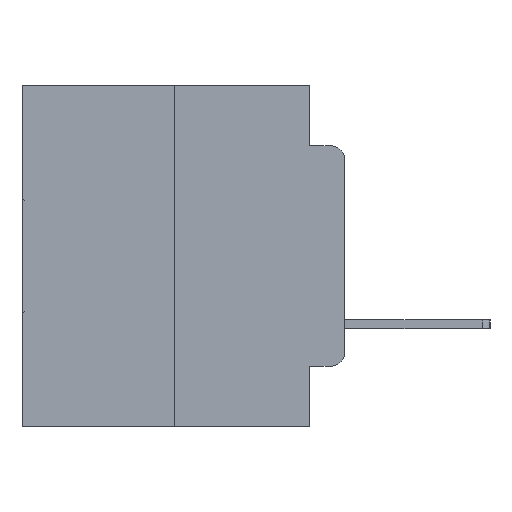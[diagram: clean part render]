
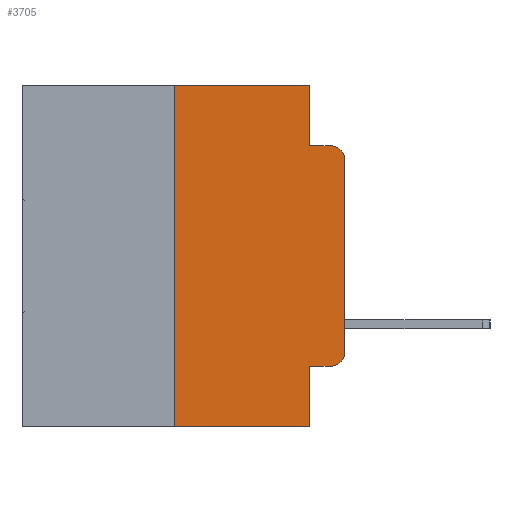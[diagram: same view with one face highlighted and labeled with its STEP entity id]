
A CAD part, left-side view. The second image highlights one B-rep face of the part: STEP entity #3705.
In plain terms, the highlighted planar face has unit normal (-1, 0, 0).
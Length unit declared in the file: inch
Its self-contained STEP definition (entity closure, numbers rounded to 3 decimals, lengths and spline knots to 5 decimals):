
#272 = VERTEX_POINT ( 'NONE', #8129 ) ;
#334 = CARTESIAN_POINT ( 'NONE',  ( 0., 0.473, 0. ) ) ;
#832 = VERTEX_POINT ( 'NONE', #19674 ) ;
#993 = CARTESIAN_POINT ( 'NONE',  ( 0., 0.051, 0. ) ) ;
#1466 = DIRECTION ( 'NONE',  ( 0., -1., 0. ) ) ;
#2632 = CARTESIAN_POINT ( 'NONE',  ( 0., 0.25, 0. ) ) ;
#3056 = DIRECTION ( 'NONE',  ( -1., 0., 0. ) ) ;
#3530 = DIRECTION ( 'NONE',  ( 0., 0., -1. ) ) ;
#3532 = AXIS2_PLACEMENT_3D ( 'NONE', #334, #3675, #3530 ) ;
#3675 = DIRECTION ( 'NONE',  ( 1., 0., 0. ) ) ;
#3705 = ADVANCED_FACE ( 'NONE', ( #26406 ), #23509, .F. ) ;
#4088 = VERTEX_POINT ( 'NONE', #10228 ) ;
#4180 = DIRECTION ( 'NONE',  ( 0., 0., -1. ) ) ;
#5116 = VERTEX_POINT ( 'NONE', #993 ) ;
#5288 = VERTEX_POINT ( 'NONE', #26876 ) ;
#5812 = CARTESIAN_POINT ( 'NONE',  ( 0., 0.473, -0.5 ) ) ;
#5971 = EDGE_CURVE ( 'NONE', #272, #832, #9374, .T. ) ;
#6454 = AXIS2_PLACEMENT_3D ( 'NONE', #16227, #3056, #18378 ) ;
#6779 = ORIENTED_EDGE ( 'NONE', *, *, #7094, .T. ) ;
#7087 = VERTEX_POINT ( 'NONE', #14028 ) ;
#7094 = EDGE_CURVE ( 'NONE', #7111, #10837, #27797, .T. ) ;
#7111 = VERTEX_POINT ( 'NONE', #20483 ) ;
#7196 = DIRECTION ( 'NONE',  ( 0., 0., 1. ) ) ;
#7344 = VECTOR ( 'NONE', #27216, 39.37008 ) ;
#7491 = LINE ( 'NONE', #10723, #8920 ) ;
#8129 = CARTESIAN_POINT ( 'NONE',  ( 0., 0.25, -0.5 ) ) ;
#8588 = EDGE_CURVE ( 'NONE', #27802, #7111, #16880, .T. ) ;
#8920 = VECTOR ( 'NONE', #4180, 39.37008 ) ;
#9240 = ORIENTED_EDGE ( 'NONE', *, *, #5971, .T. ) ;
#9257 = CARTESIAN_POINT ( 'NONE',  ( 0., 0.051, -0.4115 ) ) ;
#9374 = LINE ( 'NONE', #5812, #26918 ) ;
#9581 = CARTESIAN_POINT ( 'NONE',  ( 0., 0.051, -0.4115 ) ) ;
#10070 = EDGE_CURVE ( 'NONE', #27802, #832, #23752, .T. ) ;
#10084 = LINE ( 'NONE', #23251, #15793 ) ;
#10162 = AXIS2_PLACEMENT_3D ( 'NONE', #23728, #11038, #25843 ) ;
#10228 = CARTESIAN_POINT ( 'NONE',  ( 0., 0.02, -0.0885 ) ) ;
#10723 = CARTESIAN_POINT ( 'NONE',  ( 0., 0.051, 0. ) ) ;
#10837 = VERTEX_POINT ( 'NONE', #19229 ) ;
#11038 = DIRECTION ( 'NONE',  ( -1., 0., 0. ) ) ;
#11283 = ORIENTED_EDGE ( 'NONE', *, *, #8588, .T. ) ;
#11515 = EDGE_CURVE ( 'NONE', #272, #5288, #26588, .T. ) ;
#11892 = VERTEX_POINT ( 'NONE', #17125 ) ;
#12490 = CARTESIAN_POINT ( 'NONE',  ( 0., 0.051, 0. ) ) ;
#13143 = EDGE_LOOP ( 'NONE', ( #14887, #23801, #16206, #27746, #24209, #25512, #9240, #26789, #11283, #6779 ) ) ;
#13608 = DIRECTION ( 'NONE',  ( 0., -1., 0. ) ) ;
#14028 = CARTESIAN_POINT ( 'NONE',  ( 0., 0., -0.1085 ) ) ;
#14100 = LINE ( 'NONE', #21383, #19714 ) ;
#14626 = VECTOR ( 'NONE', #1466, 39.37008 ) ;
#14887 = ORIENTED_EDGE ( 'NONE', *, *, #20086, .T. ) ;
#15020 = DIRECTION ( 'NONE',  ( 0., 0., 1. ) ) ;
#15793 = VECTOR ( 'NONE', #27425, 39.37008 ) ;
#15824 = EDGE_CURVE ( 'NONE', #5116, #11892, #7491, .T. ) ;
#16206 = ORIENTED_EDGE ( 'NONE', *, *, #17264, .F. ) ;
#16227 = CARTESIAN_POINT ( 'NONE',  ( 0., 0.02, -0.3915 ) ) ;
#16880 = LINE ( 'NONE', #9257, #22468 ) ;
#16905 = CARTESIAN_POINT ( 'NONE',  ( 0., 0.051, -0.0885 ) ) ;
#17125 = CARTESIAN_POINT ( 'NONE',  ( 0., 0.051, -0.0885 ) ) ;
#17264 = EDGE_CURVE ( 'NONE', #11892, #4088, #21557, .T. ) ;
#18378 = DIRECTION ( 'NONE',  ( 0., 0., -1. ) ) ;
#18670 = EDGE_CURVE ( 'NONE', #7087, #4088, #23368, .T. ) ;
#19229 = CARTESIAN_POINT ( 'NONE',  ( 0., 0., -0.3915 ) ) ;
#19383 = EDGE_CURVE ( 'NONE', #5288, #5116, #10084, .T. ) ;
#19674 = CARTESIAN_POINT ( 'NONE',  ( 0., 0.051, -0.5 ) ) ;
#19714 = VECTOR ( 'NONE', #15020, 39.37008 ) ;
#20086 = EDGE_CURVE ( 'NONE', #10837, #7087, #14100, .T. ) ;
#20483 = CARTESIAN_POINT ( 'NONE',  ( 0., 0.02, -0.4115 ) ) ;
#20917 = DIRECTION ( 'NONE',  ( 0., -1., 0. ) ) ;
#21036 = VECTOR ( 'NONE', #7196, 39.37008 ) ;
#21383 = CARTESIAN_POINT ( 'NONE',  ( 0., 0., 0. ) ) ;
#21557 = LINE ( 'NONE', #16905, #14626 ) ;
#22468 = VECTOR ( 'NONE', #13608, 39.37008 ) ;
#23251 = CARTESIAN_POINT ( 'NONE',  ( 0., 0.473, 0. ) ) ;
#23368 = CIRCLE ( 'NONE', #10162, 0.02 ) ;
#23509 = PLANE ( 'NONE',  #3532 ) ;
#23728 = CARTESIAN_POINT ( 'NONE',  ( 0., 0.02, -0.1085 ) ) ;
#23752 = LINE ( 'NONE', #12490, #7344 ) ;
#23801 = ORIENTED_EDGE ( 'NONE', *, *, #18670, .T. ) ;
#24209 = ORIENTED_EDGE ( 'NONE', *, *, #19383, .F. ) ;
#25512 = ORIENTED_EDGE ( 'NONE', *, *, #11515, .F. ) ;
#25843 = DIRECTION ( 'NONE',  ( 0., 0., -1. ) ) ;
#26406 = FACE_OUTER_BOUND ( 'NONE', #13143, .T. ) ;
#26588 = LINE ( 'NONE', #2632, #21036 ) ;
#26789 = ORIENTED_EDGE ( 'NONE', *, *, #10070, .F. ) ;
#26876 = CARTESIAN_POINT ( 'NONE',  ( 0., 0.25, 0. ) ) ;
#26918 = VECTOR ( 'NONE', #20917, 39.37008 ) ;
#27216 = DIRECTION ( 'NONE',  ( 0., 0., -1. ) ) ;
#27425 = DIRECTION ( 'NONE',  ( 0., -1., 0. ) ) ;
#27746 = ORIENTED_EDGE ( 'NONE', *, *, #15824, .F. ) ;
#27797 = CIRCLE ( 'NONE', #6454, 0.02 ) ;
#27802 = VERTEX_POINT ( 'NONE', #9581 ) ;
